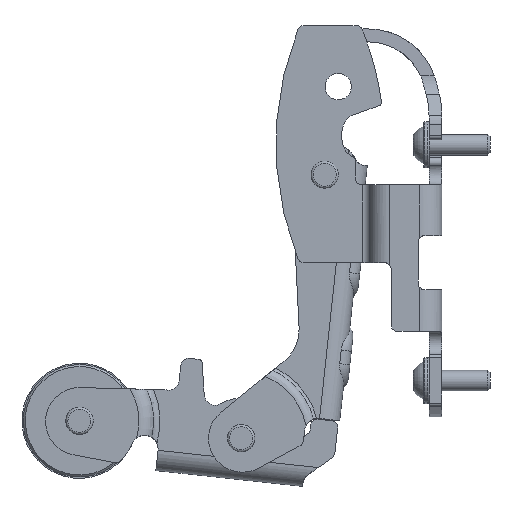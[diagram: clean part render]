
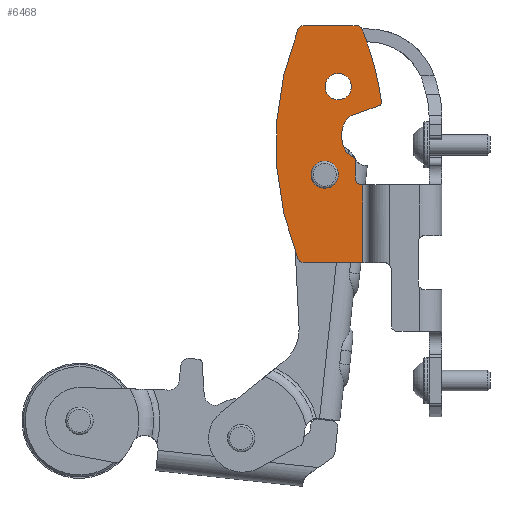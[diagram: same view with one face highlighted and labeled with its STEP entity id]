
A CAD part, left-side view. The second image highlights one B-rep face of the part: STEP entity #6468.
In plain terms, the highlighted face is planar.
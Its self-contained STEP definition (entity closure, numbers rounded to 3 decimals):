
#428=LINE('',#9942,#884);
#429=LINE('',#9944,#885);
#430=LINE('',#9950,#886);
#431=LINE('',#9958,#887);
#432=LINE('',#9960,#888);
#433=LINE('',#9962,#889);
#434=LINE('',#9966,#890);
#435=LINE('',#9970,#891);
#436=LINE('',#9978,#892);
#884=VECTOR('',#7805,1000.);
#885=VECTOR('',#7806,1000.);
#886=VECTOR('',#7811,1000.);
#887=VECTOR('',#7818,1000.);
#888=VECTOR('',#7819,1000.);
#889=VECTOR('',#7820,1000.);
#890=VECTOR('',#7823,1000.);
#891=VECTOR('',#7826,1000.);
#892=VECTOR('',#7833,1000.);
#1370=ORIENTED_EDGE('',*,*,#3354,.T.);
#1371=ORIENTED_EDGE('',*,*,#3355,.T.);
#1372=ORIENTED_EDGE('',*,*,#3356,.F.);
#1373=ORIENTED_EDGE('',*,*,#3357,.T.);
#1374=ORIENTED_EDGE('',*,*,#3358,.F.);
#1375=ORIENTED_EDGE('',*,*,#3359,.F.);
#1376=ORIENTED_EDGE('',*,*,#3360,.F.);
#1377=ORIENTED_EDGE('',*,*,#3361,.F.);
#1378=ORIENTED_EDGE('',*,*,#3362,.F.);
#1379=ORIENTED_EDGE('',*,*,#3363,.F.);
#1380=ORIENTED_EDGE('',*,*,#3364,.F.);
#1381=ORIENTED_EDGE('',*,*,#3365,.T.);
#1382=ORIENTED_EDGE('',*,*,#3366,.F.);
#1383=ORIENTED_EDGE('',*,*,#3367,.T.);
#1384=ORIENTED_EDGE('',*,*,#3368,.F.);
#1385=ORIENTED_EDGE('',*,*,#3369,.F.);
#1386=ORIENTED_EDGE('',*,*,#3370,.F.);
#1387=ORIENTED_EDGE('',*,*,#3371,.T.);
#1388=ORIENTED_EDGE('',*,*,#3372,.T.);
#1389=ORIENTED_EDGE('',*,*,#3373,.T.);
#1390=ORIENTED_EDGE('',*,*,#3374,.F.);
#1391=ORIENTED_EDGE('',*,*,#3375,.F.);
#1392=ORIENTED_EDGE('',*,*,#3351,.F.);
#3351=EDGE_CURVE('',#4339,#4341,#4986,.T.);
#3354=EDGE_CURVE('',#4343,#4343,#4988,.T.);
#3355=EDGE_CURVE('',#4344,#4344,#4989,.T.);
#3356=EDGE_CURVE('',#4345,#4339,#428,.T.);
#3357=EDGE_CURVE('',#4345,#4346,#429,.T.);
#3358=EDGE_CURVE('',#4347,#4346,#4990,.T.);
#3359=EDGE_CURVE('',#4348,#4347,#4991,.T.);
#3360=EDGE_CURVE('',#4349,#4348,#430,.T.);
#3361=EDGE_CURVE('',#4350,#4349,#4992,.T.);
#3362=EDGE_CURVE('',#4351,#4350,#4993,.T.);
#3363=EDGE_CURVE('',#4352,#4351,#4994,.T.);
#3364=EDGE_CURVE('',#4353,#4352,#431,.T.);
#3365=EDGE_CURVE('',#4353,#4354,#432,.T.);
#3366=EDGE_CURVE('',#4355,#4354,#433,.T.);
#3367=EDGE_CURVE('',#4355,#4356,#4995,.T.);
#3368=EDGE_CURVE('',#4357,#4356,#434,.T.);
#3369=EDGE_CURVE('',#4358,#4357,#4996,.T.);
#3370=EDGE_CURVE('',#4359,#4358,#435,.T.);
#3371=EDGE_CURVE('',#4359,#4360,#4997,.T.);
#3372=EDGE_CURVE('',#4360,#4361,#4998,.T.);
#3373=EDGE_CURVE('',#4361,#4362,#4999,.T.);
#3374=EDGE_CURVE('',#4363,#4362,#436,.T.);
#3375=EDGE_CURVE('',#4341,#4363,#5000,.T.);
#4339=VERTEX_POINT('',#9930);
#4341=VERTEX_POINT('',#9933);
#4343=VERTEX_POINT('',#9939);
#4344=VERTEX_POINT('',#9941);
#4345=VERTEX_POINT('',#9943);
#4346=VERTEX_POINT('',#9945);
#4347=VERTEX_POINT('',#9947);
#4348=VERTEX_POINT('',#9949);
#4349=VERTEX_POINT('',#9951);
#4350=VERTEX_POINT('',#9953);
#4351=VERTEX_POINT('',#9955);
#4352=VERTEX_POINT('',#9957);
#4353=VERTEX_POINT('',#9959);
#4354=VERTEX_POINT('',#9961);
#4355=VERTEX_POINT('',#9963);
#4356=VERTEX_POINT('',#9965);
#4357=VERTEX_POINT('',#9967);
#4358=VERTEX_POINT('',#9969);
#4359=VERTEX_POINT('',#9971);
#4360=VERTEX_POINT('',#9973);
#4361=VERTEX_POINT('',#9975);
#4362=VERTEX_POINT('',#9977);
#4363=VERTEX_POINT('',#9979);
#4986=CIRCLE('',#6912,45.5);
#4988=CIRCLE('',#6915,1.95);
#4989=CIRCLE('',#6916,1.95);
#4990=CIRCLE('',#6917,45.5);
#4991=CIRCLE('',#6918,1.);
#4992=CIRCLE('',#6919,1.);
#4993=CIRCLE('',#6920,45.5);
#4994=CIRCLE('',#6921,1.);
#4995=CIRCLE('',#6922,1.);
#4996=CIRCLE('',#6923,0.5);
#4997=CIRCLE('',#6924,1.62);
#4998=CIRCLE('',#6925,4.629);
#4999=CIRCLE('',#6926,1.554);
#5000=CIRCLE('',#6927,0.5);
#5402=EDGE_LOOP('',(#1370));
#5403=EDGE_LOOP('',(#1371));
#5404=EDGE_LOOP('',(#1372,#1373,#1374,#1375,#1376,#1377,#1378,#1379,#1380,
#1381,#1382,#1383,#1384,#1385,#1386,#1387,#1388,#1389,#1390,#1391,#1392));
#5860=FACE_BOUND('',#5402,.T.);
#5861=FACE_BOUND('',#5403,.T.);
#5862=FACE_BOUND('',#5404,.T.);
#6312=PLANE('',#6914);
#6468=ADVANCED_FACE('',(#5860,#5861,#5862),#6312,.F.);
#6912=AXIS2_PLACEMENT_3D('',#9932,#7794,#7795);
#6914=AXIS2_PLACEMENT_3D('',#9937,#7799,#7800);
#6915=AXIS2_PLACEMENT_3D('',#9938,#7801,#7802);
#6916=AXIS2_PLACEMENT_3D('',#9940,#7803,#7804);
#6917=AXIS2_PLACEMENT_3D('',#9946,#7807,#7808);
#6918=AXIS2_PLACEMENT_3D('',#9948,#7809,#7810);
#6919=AXIS2_PLACEMENT_3D('',#9952,#7812,#7813);
#6920=AXIS2_PLACEMENT_3D('',#9954,#7814,#7815);
#6921=AXIS2_PLACEMENT_3D('',#9956,#7816,#7817);
#6922=AXIS2_PLACEMENT_3D('',#9964,#7821,#7822);
#6923=AXIS2_PLACEMENT_3D('',#9968,#7824,#7825);
#6924=AXIS2_PLACEMENT_3D('',#9972,#7827,#7828);
#6925=AXIS2_PLACEMENT_3D('',#9974,#7829,#7830);
#6926=AXIS2_PLACEMENT_3D('',#9976,#7831,#7832);
#6927=AXIS2_PLACEMENT_3D('',#9980,#7834,#7835);
#7794=DIRECTION('',(0.,0.,1.));
#7795=DIRECTION('',(1.,0.,0.));
#7799=DIRECTION('',(0.,0.,1.));
#7800=DIRECTION('',(1.,0.,0.));
#7801=DIRECTION('',(0.,0.,1.));
#7802=DIRECTION('',(1.,0.,0.));
#7803=DIRECTION('',(0.,0.,1.));
#7804=DIRECTION('',(1.,0.,0.));
#7805=DIRECTION('',(0.,-1.,0.));
#7806=DIRECTION('',(-1.,0.,0.));
#7807=DIRECTION('',(0.,0.,1.));
#7808=DIRECTION('',(1.,0.,0.));
#7809=DIRECTION('',(0.,0.,1.));
#7810=DIRECTION('',(1.,0.,0.));
#7811=DIRECTION('',(0.,-1.,0.));
#7812=DIRECTION('',(0.,0.,1.));
#7813=DIRECTION('',(1.,0.,0.));
#7814=DIRECTION('',(0.,0.,1.));
#7815=DIRECTION('',(1.,0.,0.));
#7816=DIRECTION('',(0.,0.,1.));
#7817=DIRECTION('',(1.,0.,0.));
#7818=DIRECTION('',(0.,1.,0.));
#7819=DIRECTION('',(-1.,0.,0.));
#7820=DIRECTION('',(0.,-1.,0.));
#7821=DIRECTION('',(0.,0.,1.));
#7822=DIRECTION('',(1.,0.,0.));
#7823=DIRECTION('',(1.,0.,0.));
#7824=DIRECTION('',(0.,0.,1.));
#7825=DIRECTION('',(1.,0.,0.));
#7826=DIRECTION('',(0.342,-0.94,0.));
#7827=DIRECTION('',(0.,0.,1.));
#7828=DIRECTION('',(1.,0.,0.));
#7829=DIRECTION('',(0.,0.,1.));
#7830=DIRECTION('',(1.,0.,0.));
#7831=DIRECTION('',(0.,0.,1.));
#7832=DIRECTION('',(1.,0.,0.));
#7833=DIRECTION('',(0.342,0.94,0.));
#7834=DIRECTION('',(0.,0.,1.));
#7835=DIRECTION('',(1.,0.,0.));
#9930=CARTESIAN_POINT('',(-5.7,-4.527,-7.1));
#9932=CARTESIAN_POINT('',(8.5,38.7,-7.1));
#9933=CARTESIAN_POINT('',(2.271,-6.372,-7.1));
#9937=CARTESIAN_POINT('',(37.844,-3.616,-7.1));
#9938=CARTESIAN_POINT('',(0.,0.,-7.1));
#9939=CARTESIAN_POINT('',(1.95,0.,-7.1));
#9940=CARTESIAN_POINT('',(13.,2.,-7.1));
#9941=CARTESIAN_POINT('',(14.95,2.,-7.1));
#9942=CARTESIAN_POINT('',(-5.7,-3.616,-7.1));
#9943=CARTESIAN_POINT('',(-5.7,-4.446,-7.1));
#9944=CARTESIAN_POINT('',(37.844,-4.446,-7.1));
#9945=CARTESIAN_POINT('',(-5.946,-4.446,-7.1));
#9946=CARTESIAN_POINT('',(8.5,38.7,-7.1));
#9947=CARTESIAN_POINT('',(-8.371,-3.557,-7.1));
#9948=CARTESIAN_POINT('',(-8.,-2.628,-7.1));
#9949=CARTESIAN_POINT('',(-9.,-2.628,-7.1));
#9950=CARTESIAN_POINT('',(-9.,5.7,-7.1));
#9951=CARTESIAN_POINT('',(-9.,5.028,-7.1));
#9952=CARTESIAN_POINT('',(-8.,5.028,-7.1));
#9953=CARTESIAN_POINT('',(-8.371,5.957,-7.1));
#9954=CARTESIAN_POINT('',(8.5,-36.3,-7.1));
#9955=CARTESIAN_POINT('',(25.371,5.957,-7.1));
#9956=CARTESIAN_POINT('',(25.,5.028,-7.1));
#9957=CARTESIAN_POINT('',(26.,5.028,-7.1));
#9958=CARTESIAN_POINT('',(26.,-7.8,-7.1));
#9959=CARTESIAN_POINT('',(26.,-3.616,-7.1));
#9960=CARTESIAN_POINT('',(37.844,-3.616,-7.1));
#9961=CARTESIAN_POINT('',(14.5,-3.616,-7.1));
#9962=CARTESIAN_POINT('',(14.5,-2.5,-7.1));
#9963=CARTESIAN_POINT('',(14.5,-3.5,-7.1));
#9964=CARTESIAN_POINT('',(13.5,-3.5,-7.1));
#9965=CARTESIAN_POINT('',(13.5,-2.5,-7.1));
#9966=CARTESIAN_POINT('',(10.445,-2.5,-7.1));
#9967=CARTESIAN_POINT('',(10.795,-2.5,-7.1));
#9968=CARTESIAN_POINT('',(10.795,-2.,-7.1));
#9969=CARTESIAN_POINT('',(10.325,-2.171,-7.1));
#9970=CARTESIAN_POINT('',(10.212,-1.861,-7.1));
#9971=CARTESIAN_POINT('',(10.212,-1.861,-7.1));
#9972=CARTESIAN_POINT('',(8.716,-2.484,-7.1));
#9973=CARTESIAN_POINT('',(9.561,-1.101,-7.1));
#9974=CARTESIAN_POINT('',(7.28,-5.129,-7.1));
#9975=CARTESIAN_POINT('',(5.115,-1.037,-7.1));
#9976=CARTESIAN_POINT('',(5.773,-2.446,-7.1));
#9977=CARTESIAN_POINT('',(4.295,-1.965,-7.1));
#9978=CARTESIAN_POINT('',(2.671,-6.425,-7.1));
#9979=CARTESIAN_POINT('',(2.809,-6.047,-7.1));
#9980=CARTESIAN_POINT('',(2.339,-5.876,-7.1));
